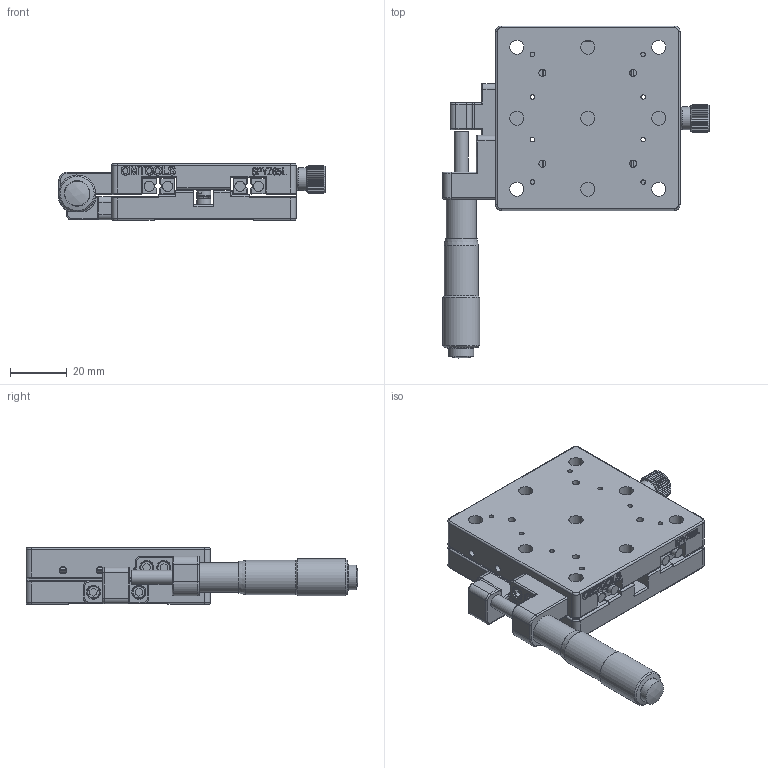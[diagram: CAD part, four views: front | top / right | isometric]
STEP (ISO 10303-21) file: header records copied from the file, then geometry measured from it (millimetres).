
FILE_DESCRIPTION (( 'STEP AP214' ), '1' );
FILE_NAME ('SPYZ65L 忒雄弇痄怢.STEP', '2021-08-05T00:57:43', ( '' ), ( '' ), 'SwSTEP 2.0', 'SolidWorks 2018', '' );
FILE_SCHEMA (( 'AUTOMOTIVE_DESIGN' ));
Length unit declared in the file: millimetre
Products named in the file (1): SPYZ65L 忒雄弇痄怢
Bounding box: 93.9 x 116.93 x 20 mm (x, y, z)
Surface area: 34880.6 mm2 (no closed solid volume)
Topology: 0 solids, 32 shells, 618 faces, 1975 edges, 1356 vertices
Faces by surface type: plane 341, cylinder 191, torus 36, bspline 28, cone 21, sphere 1
Full cylindrical faces by diameter (mm): 1.6 x8, 2.5 x10, 3 x1, 3.5 x2, 3.6 x8, 4.4 x4, 4.5 x2, 5 x16, 6.6 x4, 8 x1, 8.734 x1, 9.5 x2, 10.5 x1, 11 x4, 12.102 x1, 13.002 x1
Entity records: 33189 total; most frequent: CARTESIAN_POINT 9941, DIRECTION 3201, ORIENTED_EDGE 3147, EDGE_CURVE 1855, VERTEX_POINT 1324, AXIS2_PLACEMENT_3D 1080, VECTOR 1041, LINE 1041
